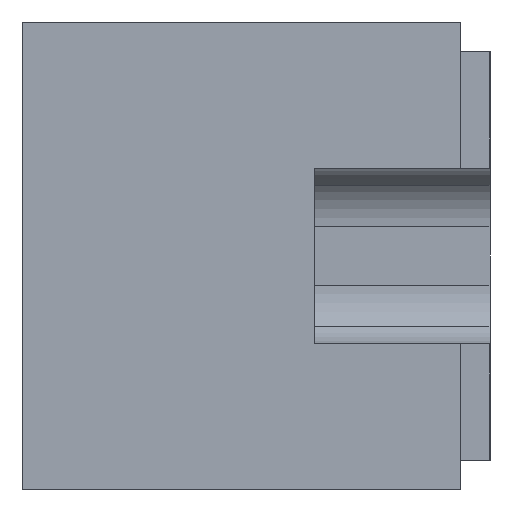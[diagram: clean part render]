
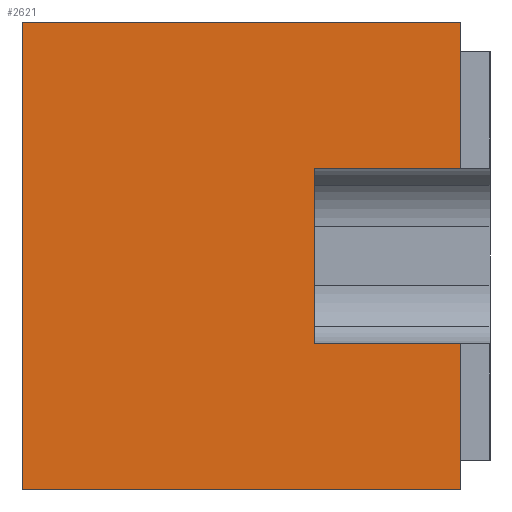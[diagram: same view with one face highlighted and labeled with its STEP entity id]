
A CAD part, left-side view. The second image highlights one B-rep face of the part: STEP entity #2621.
In plain terms, the highlighted planar face has unit normal (-1, 0, 0).
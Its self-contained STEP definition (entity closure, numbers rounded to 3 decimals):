
#1943=CARTESIAN_POINT('POINT141',(-30.,-5.,-27.5));
#1944=VERTEX_POINT('VERTEX141',#1943);
#1945=CARTESIAN_POINT('POINT142',(-30.,-5.,-12.5));
#1946=VERTEX_POINT('VERTEX142',#1945);
#1947=CARTESIAN_POINT('POS196',(-30.,-5.,-20.));
#1948=DIRECTION('DIR285',(0.,0.,1.));
#1949=VECTOR('VEC107',#1948,20.);
#1950=LINE('STRAIGHT107',#1947,#1949);
#1951=EDGE_CURVE('EDGE203',#1944,#1946,#1950,.T.);
#1982=CARTESIAN_POINT('POINT143',(-30.,-17.5,-27.5));
#1983=VERTEX_POINT('VERTEX143',#1982);
#1984=CARTESIAN_POINT('POS200',(-30.,-12.5,-27.5));
#1985=DIRECTION('DIR290',(0.,1.,0.));
#1986=VECTOR('VEC110',#1985,20.);
#1987=LINE('STRAIGHT110',#1984,#1986);
#1988=EDGE_CURVE('EDGE206',#1983,#1944,#1987,.T.);
#2162=CARTESIAN_POINT('POINT154',(-30.,-17.5,-40.));
#2163=VERTEX_POINT('VERTEX154',#2162);
#2170=CARTESIAN_POINT('POINT155',(-30.,20.,-40.));
#2171=VERTEX_POINT('VERTEX155',#2170);
#2172=CARTESIAN_POINT('POS220',(-30.,0.,-40.));
#2173=DIRECTION('DIR318',(0.,1.,0.));
#2174=VECTOR('VEC122',#2173,20.);
#2175=LINE('STRAIGHT122',#2172,#2174);
#2176=EDGE_CURVE('EDGE224',#2163,#2171,#2175,.T.);
#2203=CARTESIAN_POINT('POS224',(-30.,-17.5,-33.75));
#2204=DIRECTION('DIR323',(0.,0.,1.));
#2205=VECTOR('VEC125',#2204,20.);
#2206=LINE('STRAIGHT125',#2203,#2205);
#2207=EDGE_CURVE('EDGE227',#2163,#1983,#2206,.T.);
#2313=CARTESIAN_POINT('POINT162',(-30.,-17.5,-12.5));
#2314=VERTEX_POINT('VERTEX162',#2313);
#2321=CARTESIAN_POINT('POS237',(-30.,-12.5,-12.5));
#2322=DIRECTION('DIR339',(0.,-1.,0.));
#2323=VECTOR('VEC135',#2322,20.);
#2324=LINE('STRAIGHT135',#2321,#2323);
#2325=EDGE_CURVE('EDGE239',#1946,#2314,#2324,.T.);
#2587=ORIENTED_EDGE('COEDGE491',*,*,#2207,.T.);
#2588=ORIENTED_EDGE('COEDGE492',*,*,#1988,.T.);
#2589=ORIENTED_EDGE('COEDGE493',*,*,#1951,.T.);
#2590=ORIENTED_EDGE('COEDGE494',*,*,#2325,.T.);
#2591=CARTESIAN_POINT('POINT187',(-30.,-17.5,0.));
#2592=VERTEX_POINT('VERTEX187',#2591);
#2593=CARTESIAN_POINT('POS261',(-30.,-17.5,-6.25));
#2594=DIRECTION('DIR378',(0.,0.,1.));
#2595=VECTOR('VEC144',#2594,20.);
#2596=LINE('STRAIGHT144',#2593,#2595);
#2597=EDGE_CURVE('EDGE268',#2314,#2592,#2596,.T.);
#2598=ORIENTED_EDGE('COEDGE495',*,*,#2597,.T.);
#2599=CARTESIAN_POINT('POINT188',(-30.,20.,0.));
#2600=VERTEX_POINT('VERTEX188',#2599);
#2601=CARTESIAN_POINT('POS262',(-30.,0.,0.));
#2602=DIRECTION('DIR379',(0.,-1.,0.));
#2603=VECTOR('VEC145',#2602,20.);
#2604=LINE('STRAIGHT145',#2601,#2603);
#2605=EDGE_CURVE('EDGE269',#2600,#2592,#2604,.T.);
#2606=ORIENTED_EDGE('COEDGE496',*,*,#2605,.F.);
#2607=CARTESIAN_POINT('POS263',(-30.,20.,-20.));
#2608=DIRECTION('DIR380',(0.,0.,-1.));
#2609=VECTOR('VEC146',#2608,20.);
#2610=LINE('STRAIGHT146',#2607,#2609);
#2611=EDGE_CURVE('EDGE270',#2600,#2171,#2610,.T.);
#2612=ORIENTED_EDGE('COEDGE497',*,*,#2611,.T.);
#2613=ORIENTED_EDGE('COEDGE498',*,*,#2176,.F.);
#2614=EDGE_LOOP('NONE',(#2587,#2588,#2589,#2590,#2598,#2606,#2612,#2613)
   );
#2615=FACE_BOUND('LOOP1',#2614,.T.);
#2616=CARTESIAN_POINT('POS264',(-30.,0.,-20.));
#2617=DIRECTION('DIR381',(1.,0.,0.));
#2618=DIRECTION('DIR382',(0.,1.,0.));
#2619=AXIS2_PLACEMENT_3D('AXIS118',#2616,#2617,#2618);
#2620=PLANE('PLANE41',#2619);
#2621=ADVANCED_FACE('FACE95',(#2615),#2620,.F.);
